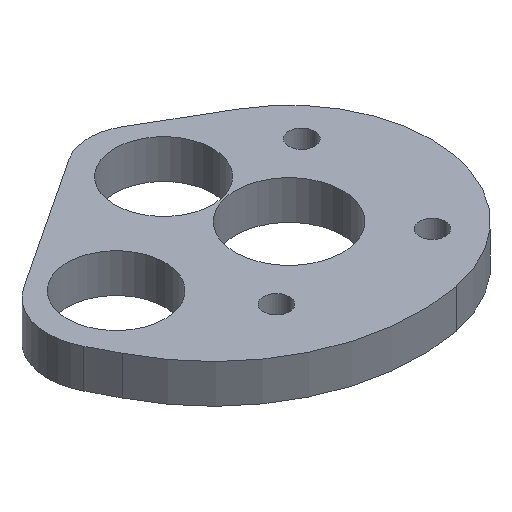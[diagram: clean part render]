
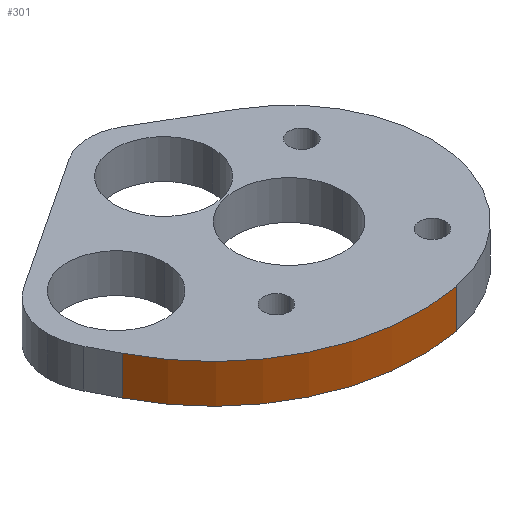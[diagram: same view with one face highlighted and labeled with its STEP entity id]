
A CAD part, isometric view. The second image highlights one B-rep face of the part: STEP entity #301.
In plain terms, the highlighted cylindrical face has radius 25.4 mm (diameter 50.8 mm), a partial arc.
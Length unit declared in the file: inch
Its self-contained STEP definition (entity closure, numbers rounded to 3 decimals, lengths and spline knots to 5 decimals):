
#61 = CARTESIAN_POINT ( 'NONE',  ( 7.9086, 4.01912, 0.1875 ) ) ;
#87 = VERTEX_POINT ( 'NONE', #518 ) ;
#169 = LINE ( 'NONE', #668, #744 ) ;
#228 = EDGE_LOOP ( 'NONE', ( #322, #646, #640, #755 ) ) ;
#255 = VERTEX_POINT ( 'NONE', #553 ) ;
#264 = AXIS2_PLACEMENT_3D ( 'NONE', #61, #754, #438 ) ;
#301 = ADVANCED_FACE ( 'NONE', ( #432 ), #678, .T. ) ;
#306 = DIRECTION ( 'NONE',  ( 0., 0., -1. ) ) ;
#310 = DIRECTION ( 'NONE',  ( -1., 0., 0. ) ) ;
#322 = ORIENTED_EDGE ( 'NONE', *, *, #379, .T. ) ;
#349 = VECTOR ( 'NONE', #408, 39.37008 ) ;
#369 = DIRECTION ( 'NONE',  ( 0., 0., -1. ) ) ;
#375 = CIRCLE ( 'NONE', #431, 1. ) ;
#377 = CARTESIAN_POINT ( 'NONE',  ( 7.9086, 4.01912, 0.1875 ) ) ;
#379 = EDGE_CURVE ( 'NONE', #538, #513, #375, .T. ) ;
#408 = DIRECTION ( 'NONE',  ( 0., 0., -1. ) ) ;
#431 = AXIS2_PLACEMENT_3D ( 'NONE', #566, #511, #310 ) ;
#432 = FACE_OUTER_BOUND ( 'NONE', #228, .T. ) ;
#438 = DIRECTION ( 'NONE',  ( -1., 0., 0. ) ) ;
#475 = CARTESIAN_POINT ( 'NONE',  ( 7.01711, 3.56607, 0. ) ) ;
#511 = DIRECTION ( 'NONE',  ( 0., 0., 1. ) ) ;
#513 = VERTEX_POINT ( 'NONE', #563 ) ;
#518 = CARTESIAN_POINT ( 'NONE',  ( 8.10527, 3.03865, 0.1875 ) ) ;
#526 = EDGE_CURVE ( 'NONE', #87, #513, #756, .T. ) ;
#530 = AXIS2_PLACEMENT_3D ( 'NONE', #377, #306, #808 ) ;
#538 = VERTEX_POINT ( 'NONE', #475 ) ;
#553 = CARTESIAN_POINT ( 'NONE',  ( 7.01711, 3.56607, 0.1875 ) ) ;
#563 = CARTESIAN_POINT ( 'NONE',  ( 8.10527, 3.03865, 0. ) ) ;
#566 = CARTESIAN_POINT ( 'NONE',  ( 7.9086, 4.01912, 0. ) ) ;
#640 = ORIENTED_EDGE ( 'NONE', *, *, #732, .F. ) ;
#646 = ORIENTED_EDGE ( 'NONE', *, *, #526, .F. ) ;
#658 = CARTESIAN_POINT ( 'NONE',  ( 8.10527, 3.03865, 0.1875 ) ) ;
#668 = CARTESIAN_POINT ( 'NONE',  ( 7.01711, 3.56607, 0.1875 ) ) ;
#678 = CYLINDRICAL_SURFACE ( 'NONE', #530, 1. ) ;
#695 = EDGE_CURVE ( 'NONE', #255, #538, #169, .T. ) ;
#700 = CIRCLE ( 'NONE', #264, 1. ) ;
#732 = EDGE_CURVE ( 'NONE', #255, #87, #700, .T. ) ;
#744 = VECTOR ( 'NONE', #369, 39.37008 ) ;
#754 = DIRECTION ( 'NONE',  ( 0., 0., 1. ) ) ;
#755 = ORIENTED_EDGE ( 'NONE', *, *, #695, .T. ) ;
#756 = LINE ( 'NONE', #658, #349 ) ;
#808 = DIRECTION ( 'NONE',  ( -1., 0., 0. ) ) ;
